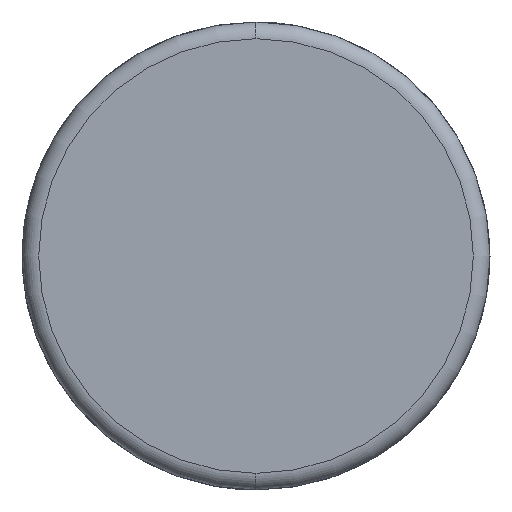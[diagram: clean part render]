
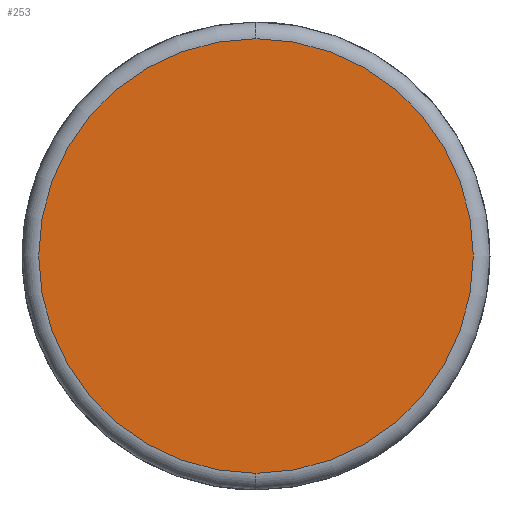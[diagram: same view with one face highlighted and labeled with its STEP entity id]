
A CAD part, left-side view. The second image highlights one B-rep face of the part: STEP entity #253.
In plain terms, the highlighted planar face has unit normal (-1, 0, 0).
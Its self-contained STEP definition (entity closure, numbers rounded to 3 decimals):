
#43 = EDGE_LOOP ( 'NONE', ( #258, #68 ) ) ;
#59 = EDGE_CURVE ( 'NONE', #797, #767, #580, .T. ) ;
#68 = ORIENTED_EDGE ( 'NONE', *, *, #529, .T. ) ;
#225 = AXIS2_PLACEMENT_3D ( 'NONE', #653, #284, #535 ) ;
#231 = CIRCLE ( 'NONE', #225, 0.65 ) ;
#234 = DIRECTION ( 'NONE',  ( -1., 0., 0. ) ) ;
#253 = ADVANCED_FACE ( 'NONE', ( #750 ), #776, .T. ) ;
#258 = ORIENTED_EDGE ( 'NONE', *, *, #59, .T. ) ;
#282 = CARTESIAN_POINT ( 'NONE',  ( -1.7, 0., -0.65 ) ) ;
#284 = DIRECTION ( 'NONE',  ( -1., 0., 0. ) ) ;
#358 = CARTESIAN_POINT ( 'NONE',  ( -1.7, 0., 0.65 ) ) ;
#413 = DIRECTION ( 'NONE',  ( 0., 0., 1. ) ) ;
#481 = AXIS2_PLACEMENT_3D ( 'NONE', #593, #234, #413 ) ;
#515 = DIRECTION ( 'NONE',  ( -1., 0., 0. ) ) ;
#529 = EDGE_CURVE ( 'NONE', #767, #797, #231, .T. ) ;
#535 = DIRECTION ( 'NONE',  ( 0., 0., 1. ) ) ;
#580 = CIRCLE ( 'NONE', #481, 0.65 ) ;
#593 = CARTESIAN_POINT ( 'NONE',  ( -1.7, 0., 0. ) ) ;
#653 = CARTESIAN_POINT ( 'NONE',  ( -1.7, 0., 0. ) ) ;
#668 = CARTESIAN_POINT ( 'NONE',  ( -1.7, 0., 0. ) ) ;
#674 = DIRECTION ( 'NONE',  ( 0., 0., 1. ) ) ;
#726 = AXIS2_PLACEMENT_3D ( 'NONE', #668, #515, #674 ) ;
#750 = FACE_OUTER_BOUND ( 'NONE', #43, .T. ) ;
#767 = VERTEX_POINT ( 'NONE', #282 ) ;
#776 = PLANE ( 'NONE',  #726 ) ;
#797 = VERTEX_POINT ( 'NONE', #358 ) ;
